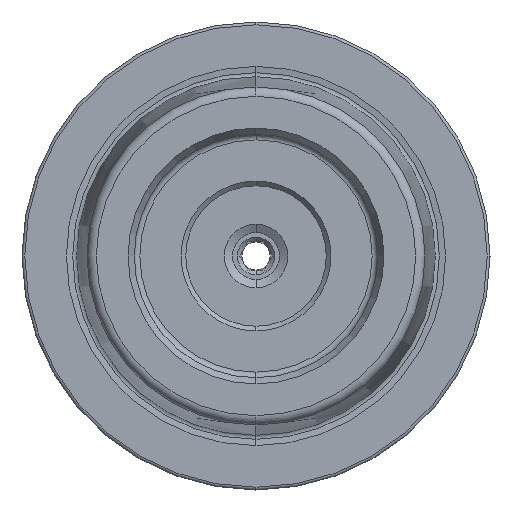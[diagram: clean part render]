
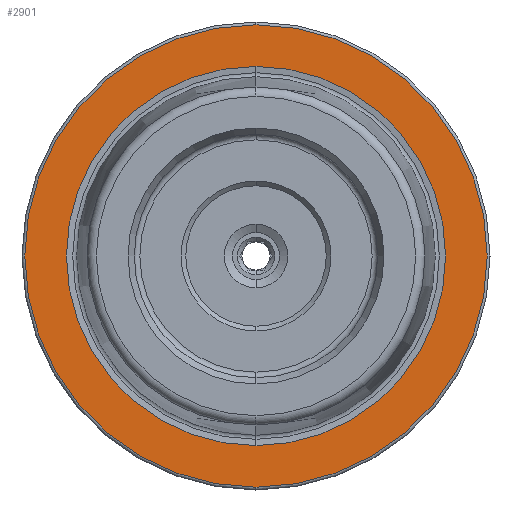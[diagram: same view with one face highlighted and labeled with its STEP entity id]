
A CAD part, left-side view. The second image highlights one B-rep face of the part: STEP entity #2901.
In plain terms, the highlighted planar face has unit normal (-1, 0, 0).
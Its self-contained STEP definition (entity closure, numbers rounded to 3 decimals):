
#9 = EDGE_CURVE ( 'NONE', #1909, #1858, #921, .T. ) ;
#180 = AXIS2_PLACEMENT_3D ( 'NONE', #3198, #4254, #1148 ) ;
#284 = CARTESIAN_POINT ( 'NONE',  ( 0., 0., 20.258 ) ) ;
#293 = CARTESIAN_POINT ( 'NONE',  ( 0., 0., 0. ) ) ;
#448 = EDGE_CURVE ( 'NONE', #1250, #2654, #2883, .T. ) ;
#471 = EDGE_CURVE ( 'NONE', #2654, #1250, #4236, .T. ) ;
#472 = PLANE ( 'NONE',  #2855 ) ;
#688 = ORIENTED_EDGE ( 'NONE', *, *, #448, .F. ) ;
#738 = EDGE_LOOP ( 'NONE', ( #688, #831 ) ) ;
#831 = ORIENTED_EDGE ( 'NONE', *, *, #471, .F. ) ;
#921 = CIRCLE ( 'NONE', #180, 24.7 ) ;
#978 = CARTESIAN_POINT ( 'NONE',  ( 0., 0., 0. ) ) ;
#997 = CARTESIAN_POINT ( 'NONE',  ( 0., 0., 0. ) ) ;
#1024 = AXIS2_PLACEMENT_3D ( 'NONE', #997, #3519, #3482 ) ;
#1148 = DIRECTION ( 'NONE',  ( 0., 0., 1. ) ) ;
#1250 = VERTEX_POINT ( 'NONE', #284 ) ;
#1374 = DIRECTION ( 'NONE',  ( -1., 0., 0. ) ) ;
#1858 = VERTEX_POINT ( 'NONE', #2840 ) ;
#1909 = VERTEX_POINT ( 'NONE', #2821 ) ;
#2047 = DIRECTION ( 'NONE',  ( 0., 0., 1. ) ) ;
#2282 = AXIS2_PLACEMENT_3D ( 'NONE', #978, #2756, #4185 ) ;
#2517 = EDGE_LOOP ( 'NONE', ( #4412, #3275 ) ) ;
#2654 = VERTEX_POINT ( 'NONE', #3883 ) ;
#2756 = DIRECTION ( 'NONE',  ( -1., 0., 0. ) ) ;
#2821 = CARTESIAN_POINT ( 'NONE',  ( 0., 0., -24.7 ) ) ;
#2840 = CARTESIAN_POINT ( 'NONE',  ( 0., 0., 24.7 ) ) ;
#2855 = AXIS2_PLACEMENT_3D ( 'NONE', #4034, #3649, #2936 ) ;
#2883 = CIRCLE ( 'NONE', #1024, 20.258 ) ;
#2901 = ADVANCED_FACE ( 'NONE', ( #3164, #3999 ), #472, .F. ) ;
#2936 = DIRECTION ( 'NONE',  ( 0., 0., -1. ) ) ;
#3164 = FACE_BOUND ( 'NONE', #738, .T. ) ;
#3189 = EDGE_CURVE ( 'NONE', #1858, #1909, #3231, .T. ) ;
#3198 = CARTESIAN_POINT ( 'NONE',  ( 0., 0., 0. ) ) ;
#3231 = CIRCLE ( 'NONE', #2282, 24.7 ) ;
#3275 = ORIENTED_EDGE ( 'NONE', *, *, #9, .T. ) ;
#3482 = DIRECTION ( 'NONE',  ( 0., 0., 1. ) ) ;
#3519 = DIRECTION ( 'NONE',  ( -1., 0., 0. ) ) ;
#3649 = DIRECTION ( 'NONE',  ( 1., 0., 0. ) ) ;
#3883 = CARTESIAN_POINT ( 'NONE',  ( 0., 0., -20.258 ) ) ;
#3913 = AXIS2_PLACEMENT_3D ( 'NONE', #293, #1374, #2047 ) ;
#3999 = FACE_OUTER_BOUND ( 'NONE', #2517, .T. ) ;
#4034 = CARTESIAN_POINT ( 'NONE',  ( 0., 24.7, 0. ) ) ;
#4185 = DIRECTION ( 'NONE',  ( 0., 0., 1. ) ) ;
#4236 = CIRCLE ( 'NONE', #3913, 20.258 ) ;
#4254 = DIRECTION ( 'NONE',  ( -1., 0., 0. ) ) ;
#4412 = ORIENTED_EDGE ( 'NONE', *, *, #3189, .T. ) ;
